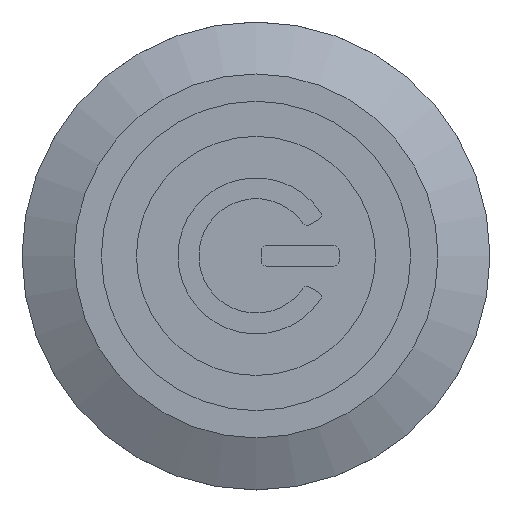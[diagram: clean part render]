
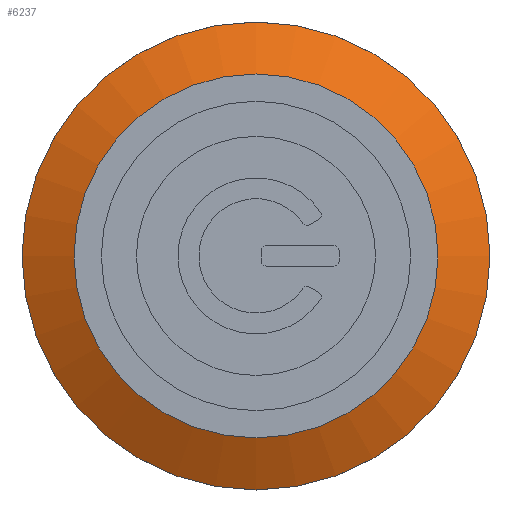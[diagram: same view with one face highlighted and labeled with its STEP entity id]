
A CAD part, top view. The second image highlights one B-rep face of the part: STEP entity #6237.
In plain terms, the highlighted conical face has half-angle 63.435 degrees and reference radius 8 mm.
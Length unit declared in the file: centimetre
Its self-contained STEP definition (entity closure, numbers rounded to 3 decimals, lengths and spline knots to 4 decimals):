
#37=CONICAL_SURFACE('',#6997,0.8,1.107);
#712=FACE_OUTER_BOUND('',#1116,.T.);
#1116=EDGE_LOOP('',(#5681,#5682,#5683,#5684,#5685));
#1520=CIRCLE('',#6998,0.7);
#1521=CIRCLE('',#6999,0.9);
#1522=CIRCLE('',#7000,0.9);
#1975=LINE('',#12155,#2427);
#2427=VECTOR('',#8936,0.8);
#2990=VERTEX_POINT('',#12152);
#2991=VERTEX_POINT('',#12154);
#2992=VERTEX_POINT('',#12156);
#3895=EDGE_CURVE('',#2990,#2990,#1520,.T.);
#3896=EDGE_CURVE('',#2990,#2991,#1975,.T.);
#3897=EDGE_CURVE('',#2992,#2991,#1521,.T.);
#3898=EDGE_CURVE('',#2991,#2992,#1522,.T.);
#5681=ORIENTED_EDGE('',*,*,#3895,.F.);
#5682=ORIENTED_EDGE('',*,*,#3896,.T.);
#5683=ORIENTED_EDGE('',*,*,#3897,.F.);
#5684=ORIENTED_EDGE('',*,*,#3898,.F.);
#5685=ORIENTED_EDGE('',*,*,#3896,.F.);
#6237=ADVANCED_FACE('',(#712),#37,.T.);
#6997=AXIS2_PLACEMENT_3D('',#12151,#8932,#8933);
#6998=AXIS2_PLACEMENT_3D('',#12153,#8934,#8935);
#6999=AXIS2_PLACEMENT_3D('',#12157,#8937,#8938);
#7000=AXIS2_PLACEMENT_3D('',#12158,#8939,#8940);
#8932=DIRECTION('center_axis',(0.,0.,-1.));
#8933=DIRECTION('ref_axis',(-1.,0.,0.));
#8934=DIRECTION('center_axis',(0.,0.,1.));
#8935=DIRECTION('ref_axis',(-1.,0.,0.));
#8936=DIRECTION('',(0.894,0.,-0.447));
#8937=DIRECTION('center_axis',(0.,0.,-1.));
#8938=DIRECTION('ref_axis',(0.,1.,0.));
#8939=DIRECTION('center_axis',(0.,0.,-1.));
#8940=DIRECTION('ref_axis',(0.,1.,0.));
#12151=CARTESIAN_POINT('Origin',(0.,0.,
1.75));
#12152=CARTESIAN_POINT('',(0.7,0.,1.8));
#12153=CARTESIAN_POINT('Origin',(0.,0.,
1.8));
#12154=CARTESIAN_POINT('',(0.9,0.,1.7));
#12155=CARTESIAN_POINT('',(0.8,0.,1.75));
#12156=CARTESIAN_POINT('',(0.,-0.9,1.7));
#12157=CARTESIAN_POINT('Origin',(0.,0.,
1.7));
#12158=CARTESIAN_POINT('Origin',(0.,0.,
1.7));
